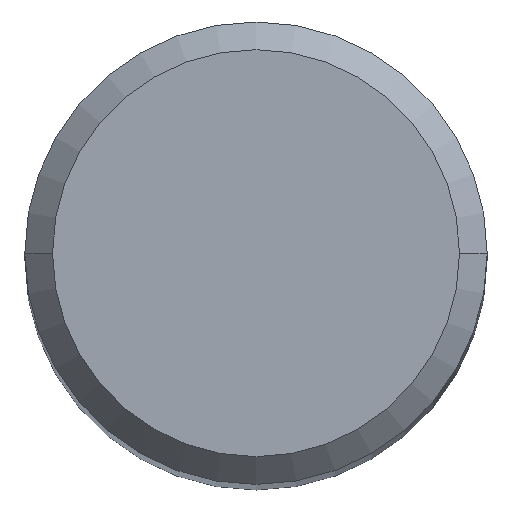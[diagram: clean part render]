
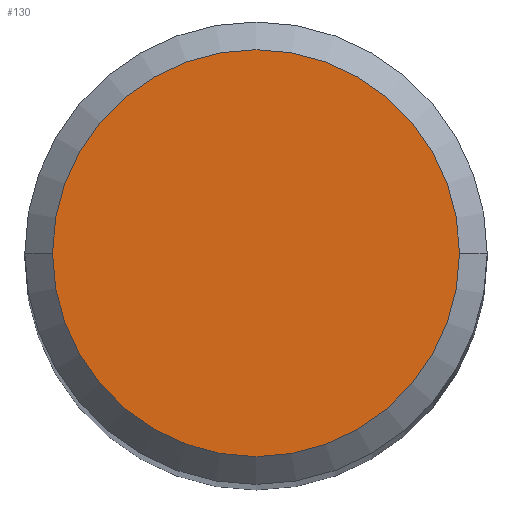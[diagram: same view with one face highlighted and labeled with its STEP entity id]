
A CAD part, top view. The second image highlights one B-rep face of the part: STEP entity #130.
In plain terms, the highlighted planar face has unit normal (0, 0, 1).
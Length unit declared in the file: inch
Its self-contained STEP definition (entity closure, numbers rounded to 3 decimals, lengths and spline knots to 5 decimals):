
#15 = FACE_OUTER_BOUND ( 'NONE', #40, .T. ) ;
#17 = CARTESIAN_POINT ( 'NONE',  ( 0., 0., 2.5 ) ) ;
#27 = AXIS2_PLACEMENT_3D ( 'NONE', #17, #294, #212 ) ;
#28 = CIRCLE ( 'NONE', #206, 0.11 ) ;
#33 = ORIENTED_EDGE ( 'NONE', *, *, #202, .T. ) ;
#40 = EDGE_LOOP ( 'NONE', ( #217, #33 ) ) ;
#48 = CARTESIAN_POINT ( 'NONE',  ( 0., 0., 2.5 ) ) ;
#49 = AXIS2_PLACEMENT_3D ( 'NONE', #145, #246, #122 ) ;
#70 = DIRECTION ( 'NONE',  ( 1., 0., 0. ) ) ;
#71 = CIRCLE ( 'NONE', #27, 0.11 ) ;
#76 = VERTEX_POINT ( 'NONE', #268 ) ;
#94 = VERTEX_POINT ( 'NONE', #231 ) ;
#105 = PLANE ( 'NONE',  #49 ) ;
#122 = DIRECTION ( 'NONE',  ( 1., 0., 0. ) ) ;
#130 = ADVANCED_FACE ( 'NONE', ( #15 ), #105, .T. ) ;
#145 = CARTESIAN_POINT ( 'NONE',  ( 0., 0., 2.5 ) ) ;
#202 = EDGE_CURVE ( 'NONE', #94, #76, #28, .T. ) ;
#206 = AXIS2_PLACEMENT_3D ( 'NONE', #48, #238, #70 ) ;
#212 = DIRECTION ( 'NONE',  ( 1., 0., 0. ) ) ;
#217 = ORIENTED_EDGE ( 'NONE', *, *, #225, .T. ) ;
#225 = EDGE_CURVE ( 'NONE', #76, #94, #71, .T. ) ;
#231 = CARTESIAN_POINT ( 'NONE',  ( 0.11, 0., 2.5 ) ) ;
#238 = DIRECTION ( 'NONE',  ( 0., 0., 1. ) ) ;
#246 = DIRECTION ( 'NONE',  ( 0., 0., 1. ) ) ;
#268 = CARTESIAN_POINT ( 'NONE',  ( -0.11, 0., 2.5 ) ) ;
#294 = DIRECTION ( 'NONE',  ( 0., 0., 1. ) ) ;
